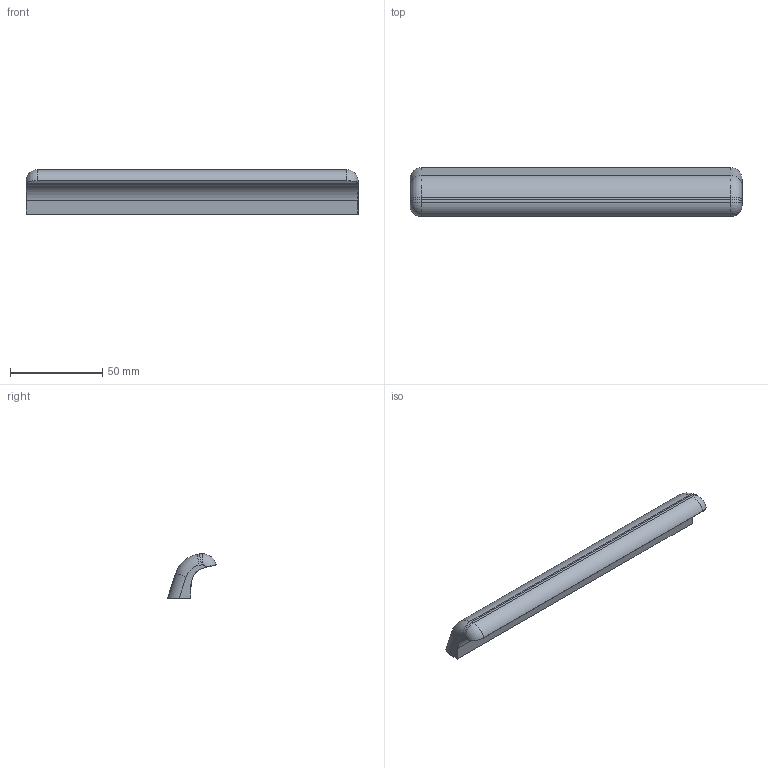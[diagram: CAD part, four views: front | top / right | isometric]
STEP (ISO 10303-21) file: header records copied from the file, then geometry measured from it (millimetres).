
FILE_DESCRIPTION (( 'STEP AP214' ), '1' );
FILE_NAME ('103190160 GLOVE.STEP', '2022-01-19T20:50:39', ( '' ), ( '' ), 'SwSTEP 2.0', 'SolidWorks 2020', '' );
FILE_SCHEMA (( 'AUTOMOTIVE_DESIGN' ));
Length unit declared in the file: millimetre
Products named in the file (3): 103190160 GLOVE; metal bøsning; 103190xxx
Assembly tree (3 placements, depth 2):
  103190160 GLOVE
    103190xxx
    metal bøsning  x2
Bounding box: 180 x 26.45 x 24.12 mm (x, y, z)
Volume: 52317.2 mm3; surface area: 16643.5 mm2
Topology: 3 solids, 3 shells, 319 faces, 911 edges, 602 vertices
Faces by surface type: plane 196, cylinder 109, torus 8, cone 4, bspline 2
Entity records: 6095 total; most frequent: CARTESIAN_POINT 1304, ORIENTED_EDGE 992, DIRECTION 980, EDGE_CURVE 496, LINE 350, VECTOR 350, VERTEX_POINT 326, AXIS2_PLACEMENT_3D 315
